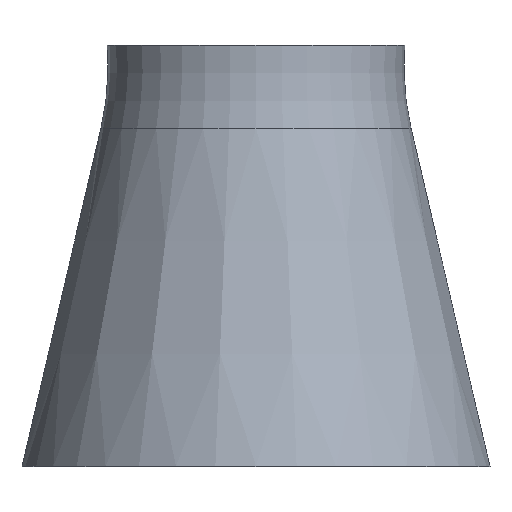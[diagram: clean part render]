
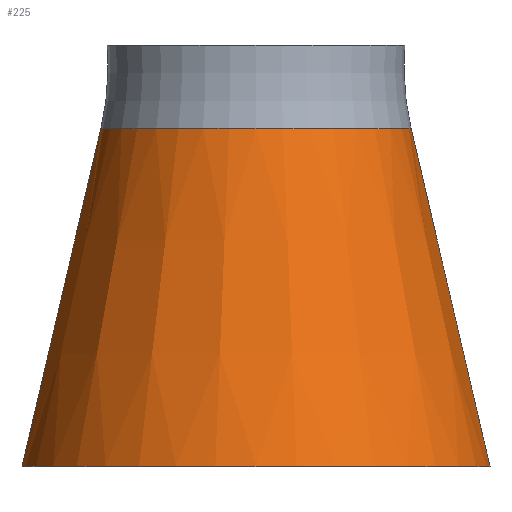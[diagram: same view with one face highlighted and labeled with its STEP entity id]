
A CAD part, top view. The second image highlights one B-rep face of the part: STEP entity #225.
In plain terms, the highlighted conical face has half-angle 13.134 degrees and reference radius 12.474 mm.
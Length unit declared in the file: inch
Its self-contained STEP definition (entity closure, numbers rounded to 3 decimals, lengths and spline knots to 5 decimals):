
#49=CARTESIAN_POINT('',(0.,0.,0.));
#50=DIRECTION('',(0.,-1.,0.));
#51=DIRECTION('',(1.,0.,0.));
#52=AXIS2_PLACEMENT_3D('',#49,#50,#51);
#59=CARTESIAN_POINT('',(0.,0.85248,0.));
#60=DIRECTION('',(0.,-1.,0.));
#61=DIRECTION('',(1.,0.,0.));
#62=AXIS2_PLACEMENT_3D('',#59,#60,#61);
#64=DIRECTION('',(0.227,-0.974,0.));
#65=VECTOR('',#64,0.87538);
#66=CARTESIAN_POINT('',(0.39164,0.85248,0.));
#67=LINE('',#66,#65);
#73=DIRECTION('',(-0.227,-0.974,0.));
#74=VECTOR('',#73,0.87538);
#75=CARTESIAN_POINT('',(-0.39164,0.85248,0.));
#76=LINE('',#75,#74);
#105=CARTESIAN_POINT('',(0.39164,0.85248,0.));
#106=CARTESIAN_POINT('',(-0.39164,0.85248,0.));
#107=VERTEX_POINT('',#105);
#108=VERTEX_POINT('',#106);
#109=CARTESIAN_POINT('',(0.59055,0.,0.));
#110=CARTESIAN_POINT('',(-0.59055,0.,0.));
#111=VERTEX_POINT('',#109);
#112=VERTEX_POINT('',#110);
#211=CARTESIAN_POINT('',(0.,0.42624,0.));
#212=DIRECTION('',(0.,-1.,0.));
#213=DIRECTION('',(-1.,0.,0.));
#214=AXIS2_PLACEMENT_3D('',#211,#212,#213);
#215=CONICAL_SURFACE('',#214,0.4911,13.134);
#216=ORIENTED_EDGE('',*,*,#200,.T.);
#218=ORIENTED_EDGE('',*,*,#217,.F.);
#220=ORIENTED_EDGE('',*,*,#219,.F.);
#222=ORIENTED_EDGE('',*,*,#221,.T.);
#223=EDGE_LOOP('',(#216,#218,#220,#222));
#224=FACE_OUTER_BOUND('',#223,.F.);
#225=ADVANCED_FACE('',(#224),#215,.T.);
#53=CIRCLE('',#52,0.59055);
#63=CIRCLE('',#62,0.39164);
#200=EDGE_CURVE('',#111,#112,#53,.T.);
#217=EDGE_CURVE('',#108,#112,#76,.T.);
#219=EDGE_CURVE('',#107,#108,#63,.T.);
#221=EDGE_CURVE('',#107,#111,#67,.T.);
